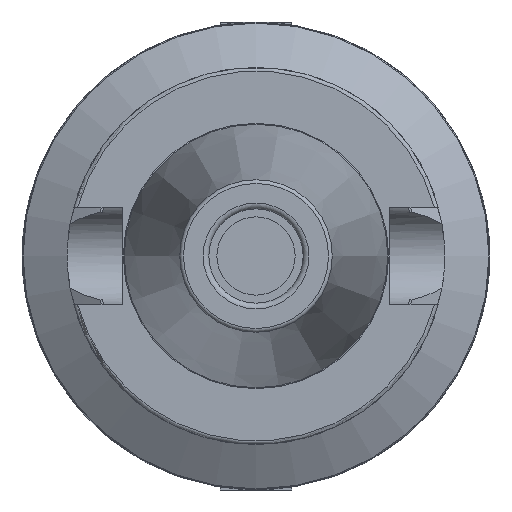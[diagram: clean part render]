
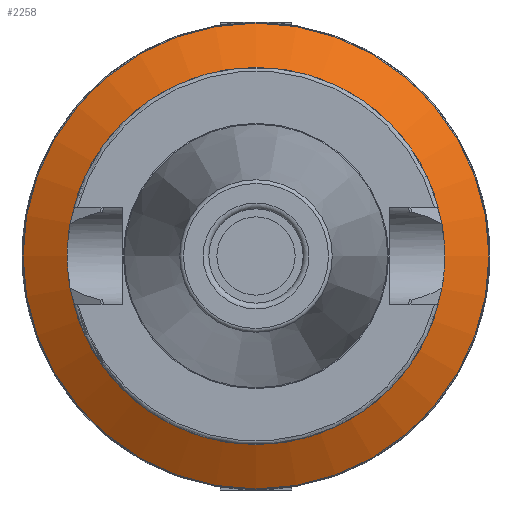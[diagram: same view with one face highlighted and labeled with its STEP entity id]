
A CAD part, left-side view. The second image highlights one B-rep face of the part: STEP entity #2258.
In plain terms, the highlighted conical face has half-angle 60 degrees and reference radius 55.487 mm.
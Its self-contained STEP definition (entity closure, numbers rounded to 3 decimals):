
#534=CIRCLE('',#2536,61.725);
#535=CIRCLE('',#2538,49.25);
#655=CONICAL_SURFACE('',#2537,55.488,1.047);
#684=FACE_OUTER_BOUND('',#803,.T.);
#803=EDGE_LOOP('',(#1713,#1714,#1715,#1716));
#936=LINE('',#3673,#1059);
#1059=VECTOR('',#2903,55.488);
#1214=VERTEX_POINT('',#3668);
#1215=VERTEX_POINT('',#3672);
#1406=EDGE_CURVE('',#1214,#1214,#534,.T.);
#1407=EDGE_CURVE('',#1214,#1215,#936,.T.);
#1408=EDGE_CURVE('',#1215,#1215,#535,.T.);
#1713=ORIENTED_EDGE('',*,*,#1406,.F.);
#1714=ORIENTED_EDGE('',*,*,#1407,.T.);
#1715=ORIENTED_EDGE('',*,*,#1408,.F.);
#1716=ORIENTED_EDGE('',*,*,#1407,.F.);
#2258=ADVANCED_FACE('',(#684),#655,.T.);
#2536=AXIS2_PLACEMENT_3D('',#3670,#2899,#2900);
#2537=AXIS2_PLACEMENT_3D('',#3671,#2901,#2902);
#2538=AXIS2_PLACEMENT_3D('',#3674,#2904,#2905);
#2899=DIRECTION('center_axis',(1.,0.,0.));
#2900=DIRECTION('ref_axis',(0.,0.,1.));
#2901=DIRECTION('center_axis',(1.,0.,0.));
#2902=DIRECTION('ref_axis',(0.,0.,-1.));
#2903=DIRECTION('',(-0.5,0.,-0.866));
#2904=DIRECTION('center_axis',(-1.,0.,0.));
#2905=DIRECTION('ref_axis',(0.,0.,1.));
#3668=CARTESIAN_POINT('',(71.947,0.,61.725));
#3670=CARTESIAN_POINT('Origin',(71.947,0.,0.));
#3671=CARTESIAN_POINT('Origin',(68.346,0.,0.));
#3672=CARTESIAN_POINT('',(64.744,0.,49.25));
#3673=CARTESIAN_POINT('',(68.346,0.,55.488));
#3674=CARTESIAN_POINT('Origin',(64.744,0.,
0.));
